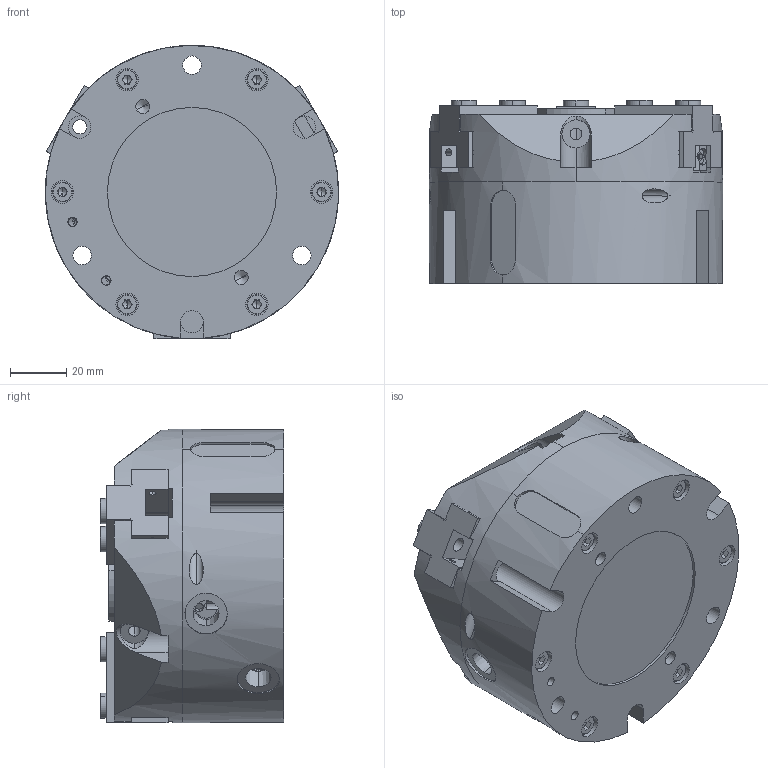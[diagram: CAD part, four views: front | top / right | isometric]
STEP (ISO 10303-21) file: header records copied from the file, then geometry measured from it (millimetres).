
FILE_DESCRIPTION (( 'STEP AP214' ), '1' );
FILE_NAME ('3PG 100.STEP', '2012-03-06T01:24:26', ( 'xw4600' ), ( '' ), 'SwSTEP 2.0', 'SolidWorks 2010', '' );
FILE_SCHEMA (( 'AUTOMOTIVE_DESIGN' ));
Length unit declared in the file: millimetre
Products named in the file (12): 3PG100-01_ル遽; 3PG100-02_ル遽; 3PG100-04_ル遽; 3PG100-06-1_ル遽; 3PG100-06-2_ル遽; 3PG100-07_ル遽; 3PG100-10_ル遽; SPRING(3PG100)_Default; countersunk head screw_ISO 10642 - M3 x 8 --- 8N; socket head cap screw_ISO 4762 M4 x 40 --- 20N; socket head cap screw_ISO 4762 M3 x 25 --- 18N; 3PG 100
Assembly tree (27 placements, depth 2):
  3PG 100
    3PG100-10_ル遽  x6
    SPRING(3PG100)_Default  x2
    socket head cap screw_ISO 4762 M4 x 40 --- 20N  x6
    countersunk head screw_ISO 10642 - M3 x 8 --- 8N  x3
    socket head cap screw_ISO 4762 M3 x 25 --- 18N  x2
    3PG100-04_ル遽  x3
    3PG100-01_ル遽
    3PG100-07_ル遽
    3PG100-06-1_ル遽
    3PG100-02_ル遽
    3PG100-06-2_ル遽
Bounding box: 104 x 65 x 104 mm (x, y, z)
Volume: 320820.4 mm3; surface area: 115443 mm2
Topology: 27 solids, 27 shells, 927 faces, 2253 edges, 1385 vertices
Faces by surface type: plane 412, cylinder 316, cone 157, torus 38, bspline 4
Entity records: 20772 total; most frequent: CARTESIAN_POINT 6715, DIRECTION 2860, ORIENTED_EDGE 2628, EDGE_CURVE 1314, AXIS2_PLACEMENT_3D 1090, VERTEX_POINT 843, VECTOR 680, LINE 680
